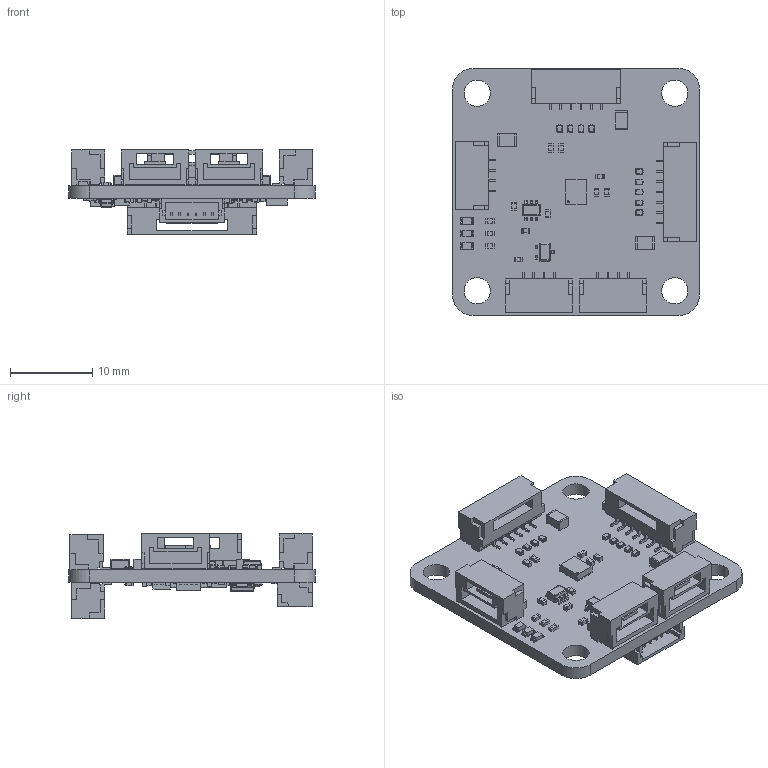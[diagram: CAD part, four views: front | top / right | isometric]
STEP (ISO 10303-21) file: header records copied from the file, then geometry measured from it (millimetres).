
FILE_DESCRIPTION(('Open CASCADE Model'),'2;1');
FILE_NAME('Open CASCADE Shape Model','2022-03-23T15:28:57',('Author'),( 'Open CASCADE'),'Open CASCADE STEP processor 6.8','Open CASCADE 6.8' ,'Unknown');
FILE_SCHEMA(('AUTOMOTIVE_DESIGN { 1 0 10303 214 1 1 1 1 }'));
Length unit declared in the file: millimetre
Products named in the file (157): PCB; BoardARK_Cannode_PCB; Open CASCADE STEP translator 6.8 1.1.1; F3ARK_Cannode_PCB; 6748428752; Mid_Body; Terminal; Open_CASCADE_STEP_translator_6.8_1.2.1; Mark; F2ARK_Cannode_PCB; 6543594288; F1ARK_Cannode_PCB; 7056015616; J7ARK_Cannode_PCB; SM10B-GHS-TB; J6ARK_Cannode_PCB; SM04B-GHS-TB; D26ARK_Cannode_PCB; 6540802112; Body; Open_CASCADE_STEP_translator_6.8_1.1.1; lead; D25ARK_Cannode_PCB; 6509699088; D24ARK_Cannode_PCB; 6603523376; D23ARK_Cannode_PCB; D22ARK_Cannode_PCB; D21ARK_Cannode_PCB; D20ARK_Cannode_PCB; D19ARK_Cannode_PCB; D18ARK_Cannode_PCB; D17ARK_Cannode_PCB; 6509703888; D16ARK_Cannode_PCB; J5ARK_Cannode_PCB; SM06B-GHS-TB; D15ARK_Cannode_PCB; D14ARK_Cannode_PCB; R1ARK_Cannode_PCB ...
Assembly tree (297 placements, depth 5):
  PCB
    BoardARK_Cannode_PCB
      Open CASCADE STEP translator 6.8 1.1.1
    F3ARK_Cannode_PCB
      6748428752
        Mid_Body
        Terminal  x2
          Open_CASCADE_STEP_translator_6.8_1.2.1
        Mark
    F2ARK_Cannode_PCB
      6543594288
        Mid_Body
        Terminal  x2
          Open_CASCADE_STEP_translator_6.8_1.2.1
        Mark
    F1ARK_Cannode_PCB
      7056015616
        Mid_Body
        Terminal  x2
          Open_CASCADE_STEP_translator_6.8_1.2.1
        Mark
    J7ARK_Cannode_PCB
      SM10B-GHS-TB
    J6ARK_Cannode_PCB
      SM04B-GHS-TB
    D26ARK_Cannode_PCB
      6540802112
        Body
          Open_CASCADE_STEP_translator_6.8_1.1.1
        lead  x2
    D25ARK_Cannode_PCB
      6509699088
        Body
          Open_CASCADE_STEP_translator_6.8_1.1.1
        lead  x2
    D24ARK_Cannode_PCB
      6603523376
        Body
          Open_CASCADE_STEP_translator_6.8_1.1.1
        lead  x2
    D23ARK_Cannode_PCB
      6540802112
        Body
          Open_CASCADE_STEP_translator_6.8_1.1.1
        lead  x2
    D22ARK_Cannode_PCB
      6540802112
        Body
          Open_CASCADE_STEP_translator_6.8_1.1.1
        lead  x2
    D21ARK_Cannode_PCB
      6540802112
        Body
          Open_CASCADE_STEP_translator_6.8_1.1.1
        lead  x2
    D20ARK_Cannode_PCB
      6540802112
        Body
          Open_CASCADE_STEP_translator_6.8_1.1.1
        lead  x2
Bounding box: 30 x 30 x 10.27 mm (x, y, z)
Volume: 2130.3 mm3; surface area: 4746.9 mm2
Topology: 248 solids, 250 shells, 5139 faces, 11407 edges, 6282 vertices
Faces by surface type: plane 3296, cylinder 1132, sphere 528, bspline 183
Full cylindrical faces by diameter (mm): 0.263 x1, 0.887 x1, 3.2 x4
Entity records: 63830 total; most frequent: CARTESIAN_POINT 16265, ORIENTED_EDGE 7968, DIRECTION 7793, EDGE_CURVE 3985, LINE 3329, VECTOR 3329, VERTEX_POINT 2474, AXIS2_PLACEMENT_3D 2232
